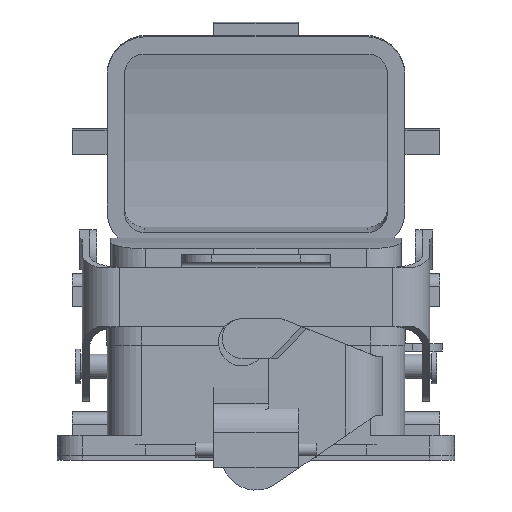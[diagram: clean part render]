
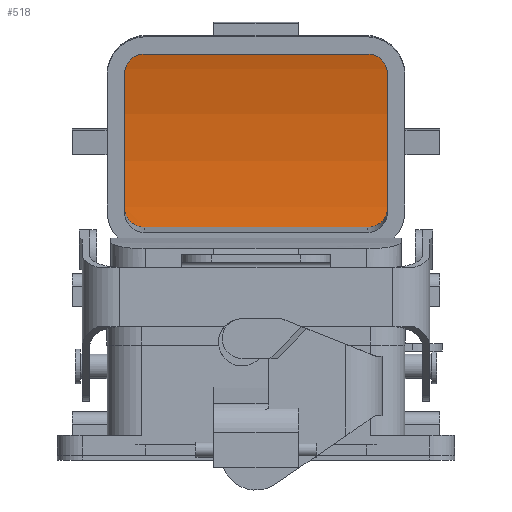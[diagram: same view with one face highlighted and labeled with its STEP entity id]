
A CAD part, front view. The second image highlights one B-rep face of the part: STEP entity #518.
In plain terms, the highlighted cylindrical face has radius 96.5 mm (diameter 193 mm), a partial arc.
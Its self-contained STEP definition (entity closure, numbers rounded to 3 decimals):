
#518 = ADVANCED_FACE( '', ( #1175 ), #1176, .F. );
#1175 = FACE_OUTER_BOUND( '', #1989, .T. );
#1176 = CYLINDRICAL_SURFACE( '', #1990, 96.5 );
#1989 = EDGE_LOOP( '', ( #3458, #3459, #3460, #3461, #3462, #3463, #3464, #3465 ) );
#1990 = AXIS2_PLACEMENT_3D( '', #3466, #3467, #3468 );
#3458 = ORIENTED_EDGE( '', *, *, #4836, .F. );
#3459 = ORIENTED_EDGE( '', *, *, #4833, .T. );
#3460 = ORIENTED_EDGE( '', *, *, #5153, .T. );
#3461 = ORIENTED_EDGE( '', *, *, #4649, .F. );
#3462 = ORIENTED_EDGE( '', *, *, #5154, .T. );
#3463 = ORIENTED_EDGE( '', *, *, #5155, .T. );
#3464 = ORIENTED_EDGE( '', *, *, #5156, .F. );
#3465 = ORIENTED_EDGE( '', *, *, #5026, .F. );
#3466 = CARTESIAN_POINT( '', ( -26.5, 0., -82. ) );
#3467 = DIRECTION( '', ( -1., 0., 0. ) );
#3468 = DIRECTION( '', ( 0., 0., -1. ) );
#4649 = EDGE_CURVE( '', #5535, #5537, #5538, .T. );
#4833 = EDGE_CURVE( '', #5851, #5849, #5852, .T. );
#4836 = EDGE_CURVE( '', #5851, #5855, #5856, .T. );
#5026 = EDGE_CURVE( '', #5855, #6155, #6156, .T. );
#5153 = EDGE_CURVE( '', #5849, #5537, #6348, .T. );
#5154 = EDGE_CURVE( '', #5535, #6349, #6350, .T. );
#5155 = EDGE_CURVE( '', #6349, #6351, #6352, .T. );
#5156 = EDGE_CURVE( '', #6155, #6351, #6353, .T. );
#5535 = VERTEX_POINT( '', #6846 );
#5537 = VERTEX_POINT( '', #6849 );
#5538 = B_SPLINE_CURVE_WITH_KNOTS( '', 3, ( #6850, #6851, #6852, #6853, #6854, #6855, #6856, #6857, #6858, #6859, #6860, #6861, #6862, #6863, #6864, #6865, #6866, #6867 ), .UNSPECIFIED., .F., .F., ( 4, 2, 2, 2, 2, 2, 2, 2, 4 ), ( 0., 0.001, 0.002, 0.002, 0.003, 0.004, 0.005, 0.006, 0.006 ), .UNSPECIFIED. );
#5849 = VERTEX_POINT( '', #7300 );
#5851 = VERTEX_POINT( '', #7303 );
#5852 = B_SPLINE_CURVE_WITH_KNOTS( '', 3, ( #7304, #7305, #7306, #7307, #7308, #7309, #7310, #7311, #7312, #7313, #7314, #7315, #7316, #7317, #7318, #7319, #7320, #7321 ), .UNSPECIFIED., .F., .F., ( 4, 2, 2, 2, 2, 2, 2, 2, 4 ), ( 0., 0.001, 0.002, 0.002, 0.003, 0.004, 0.005, 0.006, 0.006 ), .UNSPECIFIED. );
#5855 = VERTEX_POINT( '', #7325 );
#5856 = LINE( '', #7326, #7327 );
#6155 = VERTEX_POINT( '', #7777 );
#6156 = B_SPLINE_CURVE_WITH_KNOTS( '', 3, ( #7778, #7779, #7780, #7781, #7782, #7783, #7784, #7785, #7786, #7787, #7788, #7789, #7790, #7791, #7792, #7793, #7794, #7795 ), .UNSPECIFIED., .F., .F., ( 4, 2, 2, 2, 2, 2, 2, 2, 4 ), ( 0., 0.001, 0.002, 0.002, 0.003, 0.004, 0.005, 0.006, 0.006 ), .UNSPECIFIED. );
#6348 = CIRCLE( '', #8052, 96.5 );
#6349 = VERTEX_POINT( '', #8053 );
#6350 = LINE( '', #8054, #8055 );
#6351 = VERTEX_POINT( '', #8056 );
#6352 = B_SPLINE_CURVE_WITH_KNOTS( '', 3, ( #8057, #8058, #8059, #8060, #8061, #8062, #8063, #8064, #8065, #8066, #8067, #8068, #8069, #8070, #8071, #8072, #8073, #8074 ), .UNSPECIFIED., .F., .F., ( 4, 2, 2, 2, 2, 2, 2, 2, 4 ), ( 0., 0.001, 0.002, 0.002, 0.003, 0.004, 0.005, 0.006, 0.006 ), .UNSPECIFIED. );
#6353 = CIRCLE( '', #8075, 96.5 );
#6846 = CARTESIAN_POINT( '', ( -22.5, 18., 12.806 ) );
#6849 = CARTESIAN_POINT( '', ( -26.5, 14., 13.479 ) );
#6850 = CARTESIAN_POINT( '', ( -22.5, 18., 12.806 ) );
#6851 = CARTESIAN_POINT( '', ( -22.766, 18., 12.806 ) );
#6852 = CARTESIAN_POINT( '', ( -23.027, 17.974, 12.811 ) );
#6853 = CARTESIAN_POINT( '', ( -23.541, 17.871, 12.831 ) );
#6854 = CARTESIAN_POINT( '', ( -23.797, 17.793, 12.845 ) );
#6855 = CARTESIAN_POINT( '', ( -24.282, 17.591, 12.883 ) );
#6856 = CARTESIAN_POINT( '', ( -24.512, 17.467, 12.906 ) );
#6857 = CARTESIAN_POINT( '', ( -24.947, 17.175, 12.959 ) );
#6858 = CARTESIAN_POINT( '', ( -25.152, 17.006, 12.99 ) );
#6859 = CARTESIAN_POINT( '', ( -25.519, 16.636, 13.055 ) );
#6860 = CARTESIAN_POINT( '', ( -25.684, 16.435, 13.09 ) );
#6861 = CARTESIAN_POINT( '', ( -25.975, 15.998, 13.165 ) );
#6862 = CARTESIAN_POINT( '', ( -26.098, 15.767, 13.204 ) );
#6863 = CARTESIAN_POINT( '', ( -26.296, 15.288, 13.282 ) );
#6864 = CARTESIAN_POINT( '', ( -26.372, 15.037, 13.322 ) );
#6865 = CARTESIAN_POINT( '', ( -26.474, 14.523, 13.401 ) );
#6866 = CARTESIAN_POINT( '', ( -26.5, 14.263, 13.44 ) );
#6867 = CARTESIAN_POINT( '', ( -26.5, 14., 13.479 ) );
#7300 = CARTESIAN_POINT( '', ( -26.5, -14., 13.479 ) );
#7303 = CARTESIAN_POINT( '', ( -22.5, -18., 12.806 ) );
#7304 = CARTESIAN_POINT( '', ( -22.5, -18., 12.806 ) );
#7305 = CARTESIAN_POINT( '', ( -22.766, -18., 12.806 ) );
#7306 = CARTESIAN_POINT( '', ( -23.027, -17.974, 12.811 ) );
#7307 = CARTESIAN_POINT( '', ( -23.541, -17.871, 12.831 ) );
#7308 = CARTESIAN_POINT( '', ( -23.797, -17.793, 12.845 ) );
#7309 = CARTESIAN_POINT( '', ( -24.282, -17.591, 12.883 ) );
#7310 = CARTESIAN_POINT( '', ( -24.512, -17.467, 12.906 ) );
#7311 = CARTESIAN_POINT( '', ( -24.947, -17.175, 12.959 ) );
#7312 = CARTESIAN_POINT( '', ( -25.152, -17.006, 12.99 ) );
#7313 = CARTESIAN_POINT( '', ( -25.519, -16.636, 13.055 ) );
#7314 = CARTESIAN_POINT( '', ( -25.684, -16.435, 13.09 ) );
#7315 = CARTESIAN_POINT( '', ( -25.975, -15.998, 13.165 ) );
#7316 = CARTESIAN_POINT( '', ( -26.098, -15.767, 13.204 ) );
#7317 = CARTESIAN_POINT( '', ( -26.296, -15.288, 13.282 ) );
#7318 = CARTESIAN_POINT( '', ( -26.372, -15.037, 13.322 ) );
#7319 = CARTESIAN_POINT( '', ( -26.474, -14.523, 13.401 ) );
#7320 = CARTESIAN_POINT( '', ( -26.5, -14.263, 13.44 ) );
#7321 = CARTESIAN_POINT( '', ( -26.5, -14., 13.479 ) );
#7325 = CARTESIAN_POINT( '', ( 22.5, -18., 12.806 ) );
#7326 = CARTESIAN_POINT( '', ( -26.5, -18., 12.806 ) );
#7327 = VECTOR( '', #8841, 1000. );
#7777 = CARTESIAN_POINT( '', ( 26.5, -14., 13.479 ) );
#7778 = CARTESIAN_POINT( '', ( 22.5, -18., 12.806 ) );
#7779 = CARTESIAN_POINT( '', ( 22.766, -18., 12.806 ) );
#7780 = CARTESIAN_POINT( '', ( 23.027, -17.974, 12.811 ) );
#7781 = CARTESIAN_POINT( '', ( 23.541, -17.871, 12.831 ) );
#7782 = CARTESIAN_POINT( '', ( 23.797, -17.793, 12.845 ) );
#7783 = CARTESIAN_POINT( '', ( 24.282, -17.591, 12.883 ) );
#7784 = CARTESIAN_POINT( '', ( 24.512, -17.467, 12.906 ) );
#7785 = CARTESIAN_POINT( '', ( 24.947, -17.175, 12.959 ) );
#7786 = CARTESIAN_POINT( '', ( 25.152, -17.006, 12.99 ) );
#7787 = CARTESIAN_POINT( '', ( 25.519, -16.636, 13.055 ) );
#7788 = CARTESIAN_POINT( '', ( 25.684, -16.435, 13.09 ) );
#7789 = CARTESIAN_POINT( '', ( 25.975, -15.998, 13.165 ) );
#7790 = CARTESIAN_POINT( '', ( 26.098, -15.767, 13.204 ) );
#7791 = CARTESIAN_POINT( '', ( 26.296, -15.288, 13.282 ) );
#7792 = CARTESIAN_POINT( '', ( 26.372, -15.037, 13.322 ) );
#7793 = CARTESIAN_POINT( '', ( 26.474, -14.523, 13.401 ) );
#7794 = CARTESIAN_POINT( '', ( 26.5, -14.263, 13.44 ) );
#7795 = CARTESIAN_POINT( '', ( 26.5, -14., 13.479 ) );
#8052 = AXIS2_PLACEMENT_3D( '', #9229, #9230, #9231 );
#8053 = CARTESIAN_POINT( '', ( 22.5, 18., 12.806 ) );
#8054 = CARTESIAN_POINT( '', ( -26.5, 18., 12.806 ) );
#8055 = VECTOR( '', #9232, 1000. );
#8056 = CARTESIAN_POINT( '', ( 26.5, 14., 13.479 ) );
#8057 = CARTESIAN_POINT( '', ( 22.5, 18., 12.806 ) );
#8058 = CARTESIAN_POINT( '', ( 22.766, 18., 12.806 ) );
#8059 = CARTESIAN_POINT( '', ( 23.027, 17.974, 12.811 ) );
#8060 = CARTESIAN_POINT( '', ( 23.541, 17.871, 12.831 ) );
#8061 = CARTESIAN_POINT( '', ( 23.797, 17.793, 12.845 ) );
#8062 = CARTESIAN_POINT( '', ( 24.282, 17.591, 12.883 ) );
#8063 = CARTESIAN_POINT( '', ( 24.512, 17.467, 12.906 ) );
#8064 = CARTESIAN_POINT( '', ( 24.947, 17.175, 12.959 ) );
#8065 = CARTESIAN_POINT( '', ( 25.152, 17.006, 12.99 ) );
#8066 = CARTESIAN_POINT( '', ( 25.519, 16.636, 13.055 ) );
#8067 = CARTESIAN_POINT( '', ( 25.684, 16.435, 13.09 ) );
#8068 = CARTESIAN_POINT( '', ( 25.975, 15.998, 13.165 ) );
#8069 = CARTESIAN_POINT( '', ( 26.098, 15.767, 13.204 ) );
#8070 = CARTESIAN_POINT( '', ( 26.296, 15.288, 13.282 ) );
#8071 = CARTESIAN_POINT( '', ( 26.372, 15.037, 13.322 ) );
#8072 = CARTESIAN_POINT( '', ( 26.474, 14.523, 13.401 ) );
#8073 = CARTESIAN_POINT( '', ( 26.5, 14.263, 13.44 ) );
#8074 = CARTESIAN_POINT( '', ( 26.5, 14., 13.479 ) );
#8075 = AXIS2_PLACEMENT_3D( '', #9233, #9234, #9235 );
#8841 = DIRECTION( '', ( 1., 0., 0. ) );
#9229 = CARTESIAN_POINT( '', ( -26.5, 0., -82. ) );
#9230 = DIRECTION( '', ( -1., 0., 0. ) );
#9231 = DIRECTION( '', ( 0., 1., 0. ) );
#9232 = DIRECTION( '', ( 1., 0., 0. ) );
#9233 = CARTESIAN_POINT( '', ( 26.5, 0., -82. ) );
#9234 = DIRECTION( '', ( -1., 0., 0. ) );
#9235 = DIRECTION( '', ( 0., 1., 0. ) );
